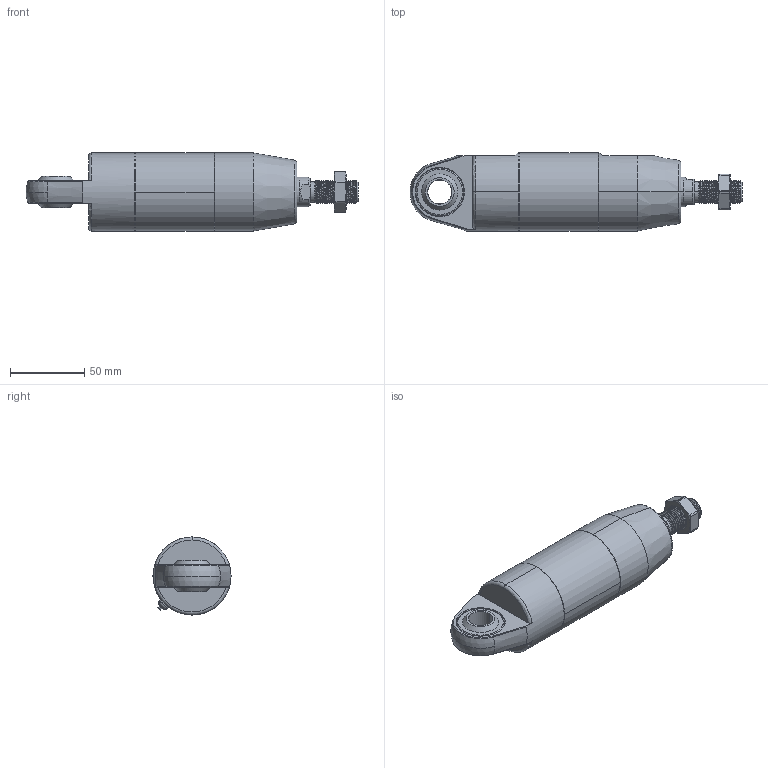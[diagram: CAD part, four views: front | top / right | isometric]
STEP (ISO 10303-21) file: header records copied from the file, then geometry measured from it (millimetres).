
FILE_DESCRIPTION (( 'STEP AP214' ), '1' );
FILE_NAME ('U050 0000 1124.STEP', '2021-05-05T09:56:22', ( '' ), ( '' ), 'SwSTEP 2.0', 'SolidWorks 2019', '' );
FILE_SCHEMA (( 'AUTOMOTIVE_DESIGN' ));
Length unit declared in the file: millimetre
Products named in the file (20): Bolt-DIN912_M12x40; GXSW 16.32; Leje_PAP2015P11; Bremsepakning_PP2533N3589; Bremseskrue 16-50; 9037-01-1; 9050-35-R_1050-35-0; Stempelstangsmøtrik_U1905930; Magnet_9350; 1050-24; U050 0000 1124; Stempeltætning_E45040N3578; Oring_ORING 02,9 X 1,2; 9020-34_9020-34-0; 1050-11_1050-11; Oring_ORING 47,35 X 1,78; 9050-36JB2; Afstryger (32-125)_407287; 9036-01
Assembly tree (26 placements, depth 3):
  U050 0000 1124
    1050-11_1050-11
    1050-24
    9020-34_9020-34-0
    9050-35-R_1050-35-0
    Bremseskrue 16-50
      9036-01
      9037-01-1
      Oring_ORING 02,9 X 1,2
    Bremseskrue 16-50
      9036-01
      9037-01-1
      Oring_ORING 02,9 X 1,2
    Afstryger (32-125)_407287
    GXSW 16.32
    9050-36JB2  x2
    Leje_PAP2015P11
    Magnet_9350
    Bremsepakning_PP2533N3589  x2
    Stempeltætning_E45040N3578  x2
    Oring_ORING 47,35 X 1,78  x2
    Bolt-DIN912_M12x40
    Stempelstangsmøtrik_U1905930
Bounding box: 223 x 52.4 x 52.4 mm (x, y, z)
Volume: 292368.3 mm3; surface area: 120157.9 mm2
Topology: 24 solids, 24 shells, 724 faces, 1658 edges, 1027 vertices
Faces by surface type: cylinder 290, plane 180, cone 140, torus 97, bspline 15, sphere 2
Entity records: 32150 total; most frequent: CARTESIAN_POINT 18418, DIRECTION 2734, ORIENTED_EDGE 2652, EDGE_CURVE 1326, AXIS2_PLACEMENT_3D 1150, VERTEX_POINT 826, EDGE_LOOP 654, FACE_OUTER_BOUND 574
